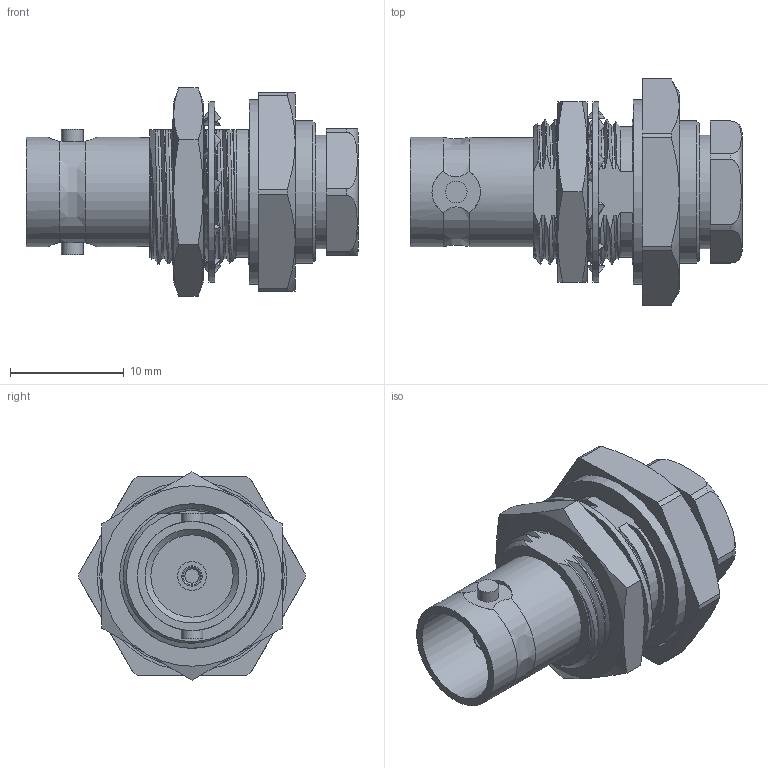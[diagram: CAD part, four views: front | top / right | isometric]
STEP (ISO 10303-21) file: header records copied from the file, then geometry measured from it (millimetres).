
FILE_DESCRIPTION (( 'STEP AP203' ), '1' );
FILE_NAME ('PE4639.step', '2019-10-25T14:19:40', ( '' ), ( '' ), 'SwSTEP 2.0', 'SolidWorks 2018', '' );
FILE_SCHEMA (( 'CONFIG_CONTROL_DESIGN' ));
Length unit declared in the file: inch
Products named in the file (1): PE4639
Bounding box: 29.2 x 19.9 x 18.33 mm (x, y, z)
Volume: 3072.1 mm3; surface area: 3200.2 mm2
Topology: 4 solids, 4 shells, 225 faces, 628 edges, 423 vertices
Faces by surface type: bspline 74, plane 69, cylinder 52, cone 29, torus 1
Full cylindrical faces by diameter (mm): 1.27 x1, 1.778 x1, 1.905 x2, 2.54 x1, 2.794 x1, 8.255 x1, 9.601 x2, 9.972 x1, 12.502 x1, 12.7 x1, 13.17 x1, 15.875 x1, 16.218 x1, 16.692 x1
Entity records: 19830 total; most frequent: CARTESIAN_POINT 14830, ORIENTED_EDGE 1204, DIRECTION 748, EDGE_CURVE 602, VERTEX_POINT 417, AXIS2_PLACEMENT_3D 302, EDGE_LOOP 263, B_SPLINE_CURVE_WITH_KNOTS 258
